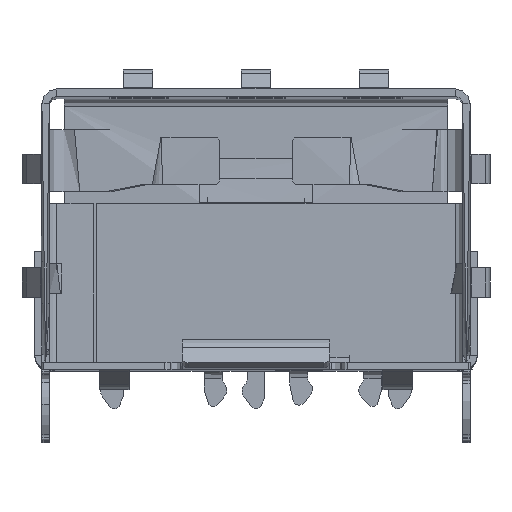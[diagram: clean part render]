
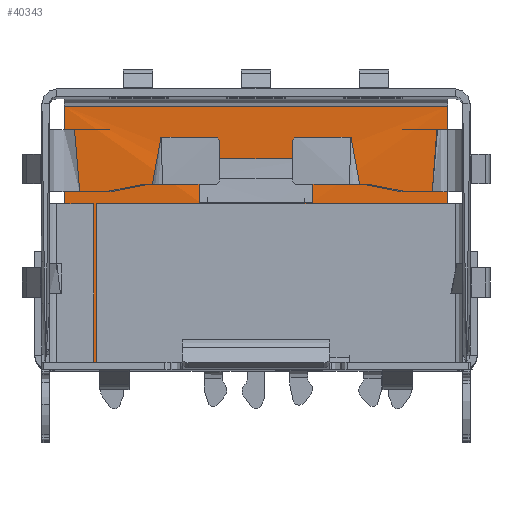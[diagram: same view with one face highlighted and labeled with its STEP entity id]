
A CAD part, top view. The second image highlights one B-rep face of the part: STEP entity #40343.
In plain terms, the highlighted free-form (B-spline) face has degree [1, 1] with [2, 2] control points.
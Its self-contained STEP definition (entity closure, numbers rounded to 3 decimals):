
#7617=DIRECTION('',(1.,0.,0.));
#7618=VECTOR('',#7617,3.8);
#7619=CARTESIAN_POINT('',(-1.9,7.416,-41.592));
#7620=LINE('',#7619,#7618);
#8362=CARTESIAN_POINT('',(-1.9,8.241,-41.687));
#8363=CARTESIAN_POINT('',(-1.9,7.97,-41.64));
#8364=CARTESIAN_POINT('',(-1.9,7.687,-41.64));
#8365=CARTESIAN_POINT('',(-1.9,7.416,-41.592));
#8370=CARTESIAN_POINT('',(1.9,7.416,-41.592));
#8371=CARTESIAN_POINT('',(1.9,7.687,-41.64));
#8372=CARTESIAN_POINT('',(1.9,7.97,-41.64));
#8373=CARTESIAN_POINT('',(1.9,8.241,-41.687));
#9019=CARTESIAN_POINT('',(6.5,10.67,-41.725));
#9020=CARTESIAN_POINT('',(6.5,7.687,-41.725));
#9021=CARTESIAN_POINT('',(6.5,4.703,-41.725));
#9022=CARTESIAN_POINT('',(6.5,1.72,-41.725));
#9035=DIRECTION('',(0.,1.,0.));
#9036=VECTOR('',#9035,8.95);
#9037=CARTESIAN_POINT('',(-6.5,1.72,-41.725));
#9038=LINE('',#9037,#9036);
#9050=CARTESIAN_POINT('',(-6.5,1.72,-41.725));
#9066=DIRECTION('',(-1.,0.,0.));
#9067=VECTOR('',#9066,13.);
#9068=CARTESIAN_POINT('',(6.5,1.72,-41.725));
#9069=LINE('',#9068,#9067);
#9073=CARTESIAN_POINT('',(1.9,8.241,-41.668));
#9074=CARTESIAN_POINT('',(1.9,8.264,-41.672));
#9075=CARTESIAN_POINT('',(1.9,8.312,-41.68));
#9076=CARTESIAN_POINT('',(1.9,8.383,-41.691));
#9077=CARTESIAN_POINT('',(1.9,8.454,-41.7));
#9078=CARTESIAN_POINT('',(1.9,8.525,-41.707));
#9079=CARTESIAN_POINT('',(1.9,8.599,-41.714));
#9080=CARTESIAN_POINT('',(1.9,8.672,-41.719));
#9081=CARTESIAN_POINT('',(1.9,8.745,-41.723));
#9082=CARTESIAN_POINT('',(1.9,8.818,-41.725));
#9083=CARTESIAN_POINT('',(1.9,8.867,-41.725));
#9084=CARTESIAN_POINT('',(1.9,8.892,-41.725));
#9089=DIRECTION('',(-1.,0.,0.));
#9090=VECTOR('',#9089,3.8);
#9091=CARTESIAN_POINT('',(1.9,8.892,-41.725));
#9092=LINE('',#9091,#9090);
#9096=CARTESIAN_POINT('',(-1.9,8.892,-41.725));
#9097=CARTESIAN_POINT('',(-1.9,8.868,-41.725));
#9098=CARTESIAN_POINT('',(-1.9,8.82,-41.725));
#9099=CARTESIAN_POINT('',(-1.9,8.748,-41.723));
#9100=CARTESIAN_POINT('',(-1.9,8.676,-41.719));
#9101=CARTESIAN_POINT('',(-1.9,8.604,-41.714));
#9102=CARTESIAN_POINT('',(-1.9,8.531,-41.708));
#9103=CARTESIAN_POINT('',(-1.9,8.458,-41.7));
#9104=CARTESIAN_POINT('',(-1.9,8.385,-41.691));
#9105=CARTESIAN_POINT('',(-1.9,8.313,-41.68));
#9106=CARTESIAN_POINT('',(-1.9,8.265,-41.672));
#9107=CARTESIAN_POINT('',(-1.9,8.241,-41.668));
#14472=DIRECTION('',(-1.,0.,0.));
#14473=VECTOR('',#14472,13.);
#14474=CARTESIAN_POINT('',(6.5,10.67,-41.725));
#14475=LINE('',#14474,#14473);
#27321=CARTESIAN_POINT('',(-1.9,7.416,-41.592));
#27322=CARTESIAN_POINT('',(1.9,7.416,-41.592));
#27323=VERTEX_POINT('',#27321);
#27324=VERTEX_POINT('',#27322);
#27428=VERTEX_POINT('',#8362);
#27477=VERTEX_POINT('',#9019);
#27478=VERTEX_POINT('',#9022);
#27483=VERTEX_POINT('',#9050);
#27484=VERTEX_POINT('',#9073);
#27485=VERTEX_POINT('',#9084);
#27948=CARTESIAN_POINT('',(-6.5,10.67,-41.725));
#27949=VERTEX_POINT('',#27948);
#29301=VERTEX_POINT('',#9096);
#40323=CARTESIAN_POINT('',(-6.76,10.849,-41.725));
#40324=CARTESIAN_POINT('',(6.76,10.849,-41.725));
#40325=CARTESIAN_POINT('',(-6.76,1.541,-41.725));
#40326=CARTESIAN_POINT('',(6.76,1.541,-41.725));
#40327=B_SPLINE_SURFACE_WITH_KNOTS('',1,1,((#40323,#40324),(#40325,#40326)),
.UNSPECIFIED.,.F.,.F.,.F.,(2,2),(2,2),(-0.02,1.02),(-0.02,1.02),
.UNSPECIFIED.);
#40328=ORIENTED_EDGE('',*,*,#37012,.F.);
#40329=ORIENTED_EDGE('',*,*,#37028,.F.);
#40330=ORIENTED_EDGE('',*,*,#36992,.F.);
#40332=ORIENTED_EDGE('',*,*,#40331,.T.);
#40333=EDGE_LOOP('',(#40328,#40329,#40330,#40332));
#40334=FACE_OUTER_BOUND('',#40333,.F.);
#40335=ORIENTED_EDGE('',*,*,#35833,.F.);
#40336=ORIENTED_EDGE('',*,*,#36401,.F.);
#40337=ORIENTED_EDGE('',*,*,#37042,.F.);
#40338=ORIENTED_EDGE('',*,*,#37040,.F.);
#40339=ORIENTED_EDGE('',*,*,#37038,.F.);
#40340=ORIENTED_EDGE('',*,*,#36404,.F.);
#40341=EDGE_LOOP('',(#40335,#40336,#40337,#40338,#40339,#40340));
#40342=FACE_BOUND('',#40341,.F.);
#8366=B_SPLINE_CURVE_WITH_KNOTS('',3,(#8362,#8363,#8364,#8365),.UNSPECIFIED.,
.F.,.F.,(4,4),(0.,1.),.UNSPECIFIED.);
#8374=B_SPLINE_CURVE_WITH_KNOTS('',3,(#8370,#8371,#8372,#8373),.UNSPECIFIED.,
.F.,.F.,(4,4),(0.,1.),.UNSPECIFIED.);
#9023=B_SPLINE_CURVE_WITH_KNOTS('',3,(#9019,#9020,#9021,#9022),.UNSPECIFIED.,
.F.,.F.,(4,4),(0.,1.),.UNSPECIFIED.);
#9085=B_SPLINE_CURVE_WITH_KNOTS('',3,(#9073,#9074,#9075,#9076,#9077,#9078,#9079,
#9080,#9081,#9082,#9083,#9084),.UNSPECIFIED.,.F.,.F.,(4,1,1,1,1,1,1,1,1,4),
(0.,0.111,0.222,0.333,0.444,
0.556,0.667,0.778,0.889,1.),
.UNSPECIFIED.);
#9108=B_SPLINE_CURVE_WITH_KNOTS('',3,(#9096,#9097,#9098,#9099,#9100,#9101,#9102,
#9103,#9104,#9105,#9106,#9107),.UNSPECIFIED.,.F.,.F.,(4,1,1,1,1,1,1,1,1,4),
(0.,0.111,0.222,0.333,0.444,
0.556,0.667,0.778,0.889,1.),
.UNSPECIFIED.);
#35833=EDGE_CURVE('',#27323,#27324,#7620,.T.);
#36401=EDGE_CURVE('',#27428,#27323,#8366,.T.);
#36404=EDGE_CURVE('',#27324,#27484,#8374,.T.);
#36992=EDGE_CURVE('',#27477,#27478,#9023,.T.);
#37012=EDGE_CURVE('',#27483,#27949,#9038,.T.);
#37028=EDGE_CURVE('',#27478,#27483,#9069,.T.);
#37038=EDGE_CURVE('',#27484,#27485,#9085,.T.);
#37040=EDGE_CURVE('',#27485,#29301,#9092,.T.);
#37042=EDGE_CURVE('',#29301,#27428,#9108,.T.);
#40331=EDGE_CURVE('',#27477,#27949,#14475,.T.);
#40343=ADVANCED_FACE('',(#40334,#40342),#40327,.F.);
